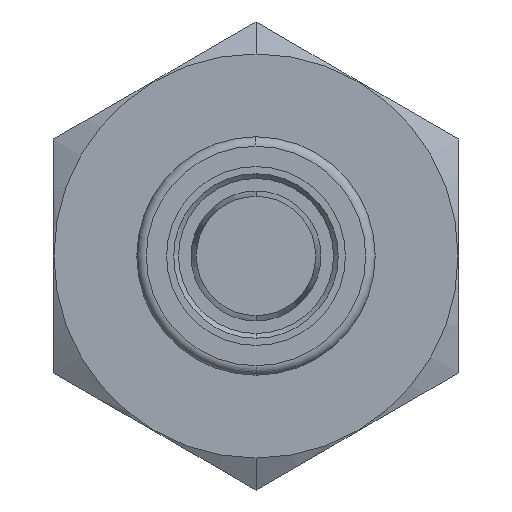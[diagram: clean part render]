
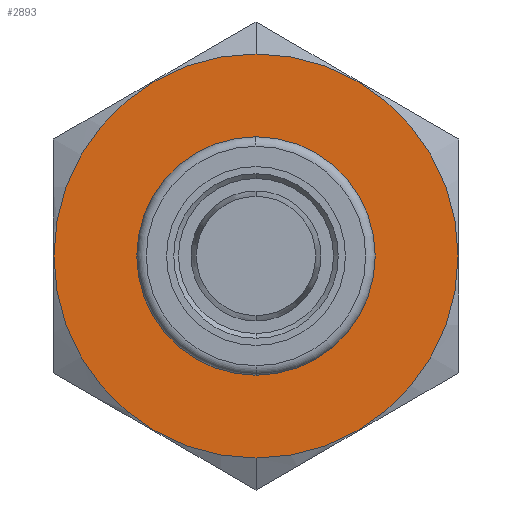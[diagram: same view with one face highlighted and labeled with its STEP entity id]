
A CAD part, front view. The second image highlights one B-rep face of the part: STEP entity #2893.
In plain terms, the highlighted planar face has unit normal (0, -1, 0).
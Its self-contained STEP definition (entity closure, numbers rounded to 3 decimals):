
#145=CARTESIAN_POINT('',(0.,-5.95,0.));
#146=DIRECTION('',(0.,-1.,0.));
#147=DIRECTION('',(0.,0.,-1.));
#148=AXIS2_PLACEMENT_3D('',#145,#146,#147);
#150=CARTESIAN_POINT('',(0.,-5.95,0.));
#151=DIRECTION('',(0.,1.,0.));
#152=DIRECTION('',(0.,0.,-1.));
#153=AXIS2_PLACEMENT_3D('',#150,#151,#152);
#171=CARTESIAN_POINT('',(0.,-5.95,0.));
#172=DIRECTION('',(0.,-1.,0.));
#173=DIRECTION('',(0.,0.,-1.));
#174=AXIS2_PLACEMENT_3D('',#171,#172,#173);
#232=CARTESIAN_POINT('',(0.,-5.95,0.));
#233=DIRECTION('',(0.,1.,0.));
#234=DIRECTION('',(0.,0.,-1.));
#235=AXIS2_PLACEMENT_3D('',#232,#233,#234);
#2379=CARTESIAN_POINT('',(0.,-5.95,-8.475));
#2380=CARTESIAN_POINT('',(0.,-5.95,8.475));
#2381=VERTEX_POINT('',#2379);
#2382=VERTEX_POINT('',#2380);
#2441=CARTESIAN_POINT('',(0.,-5.95,-5.));
#2442=CARTESIAN_POINT('',(0.,-5.95,5.));
#2443=VERTEX_POINT('',#2441);
#2444=VERTEX_POINT('',#2442);
#2878=CARTESIAN_POINT('',(0.,-5.95,0.));
#2879=DIRECTION('',(0.,1.,0.));
#2880=DIRECTION('',(0.,0.,-1.));
#2881=AXIS2_PLACEMENT_3D('',#2878,#2879,#2880);
#2882=PLANE('',#2881);
#2884=ORIENTED_EDGE('',*,*,#2883,.F.);
#2886=ORIENTED_EDGE('',*,*,#2885,.T.);
#2887=EDGE_LOOP('',(#2884,#2886));
#2888=FACE_OUTER_BOUND('',#2887,.F.);
#2889=ORIENTED_EDGE('',*,*,#2860,.T.);
#2890=ORIENTED_EDGE('',*,*,#2845,.F.);
#2891=EDGE_LOOP('',(#2889,#2890));
#2892=FACE_BOUND('',#2891,.F.);
#149=CIRCLE('',#148,5.);
#154=CIRCLE('',#153,5.);
#175=CIRCLE('',#174,8.475);
#236=CIRCLE('',#235,8.475);
#2845=EDGE_CURVE('',#2443,#2444,#154,.T.);
#2860=EDGE_CURVE('',#2443,#2444,#149,.T.);
#2883=EDGE_CURVE('',#2381,#2382,#175,.T.);
#2885=EDGE_CURVE('',#2381,#2382,#236,.T.);
#2893=ADVANCED_FACE('',(#2888,#2892),#2882,.F.);
